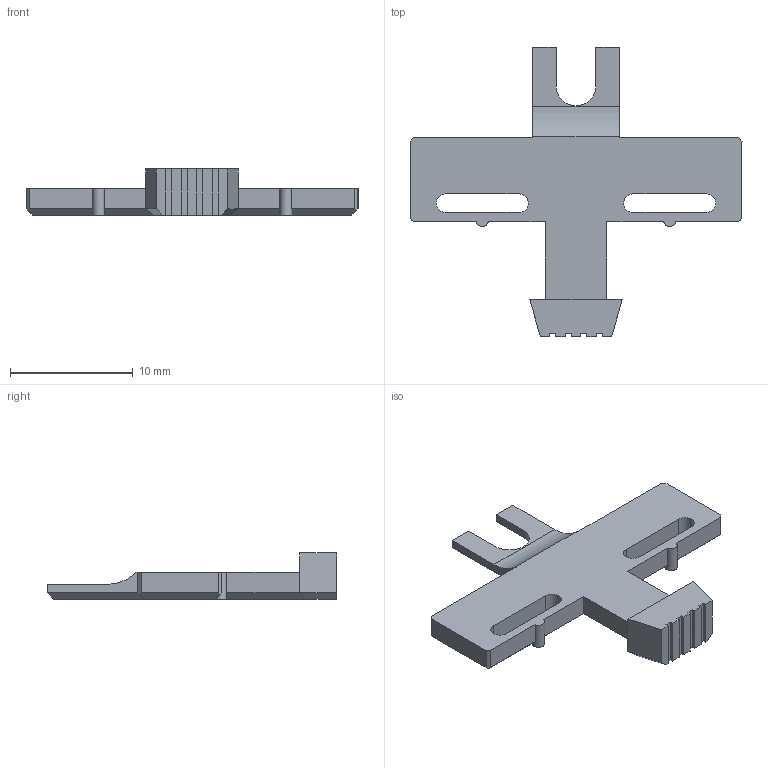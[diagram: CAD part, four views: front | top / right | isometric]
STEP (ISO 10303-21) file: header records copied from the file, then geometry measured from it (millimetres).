
FILE_DESCRIPTION(/* description */ ('Unknown'),/* implementation_level */ '2;1');
FILE_NAME(/* name */ 'lomo_LCA_shutterClutchSlide',/* time_stamp */ '2024-03-15T12:10:28-04:00',/* author */ ('Unknown'),/* organization */ ('Unknown'),/* preprocessor_version */ 'ST-DEVELOPER v18.1',/* originating_system */ 'Solid Edge',/* authorisation */ 'Unknown');
FILE_SCHEMA (('AUTOMOTIVE_DESIGN {1 0 10303 214 3 1 1}'));
Length unit declared in the file: millimetre
Products named in the file (2): lomo_LCA; lomo_LCA_shutterClutchSlide
Assembly tree (1 placements, depth 2):
  lomo_LCA
    lomo_LCA_shutterClutchSlide
Bounding box: 27 x 23.51 x 3.75 mm (x, y, z)
Volume: 538.2 mm3; surface area: 805 mm2
Topology: 1 solids, 1 shells, 77 faces, 211 edges, 136 vertices
Faces by surface type: plane 68, cylinder 8, cone 1
Entity records: 2451 total; most frequent: CARTESIAN_POINT 426, ORIENTED_EDGE 422, DIRECTION 390, EDGE_CURVE 211, LINE 190, VECTOR 190, VERTEX_POINT 136, AXIS2_PLACEMENT_3D 100
